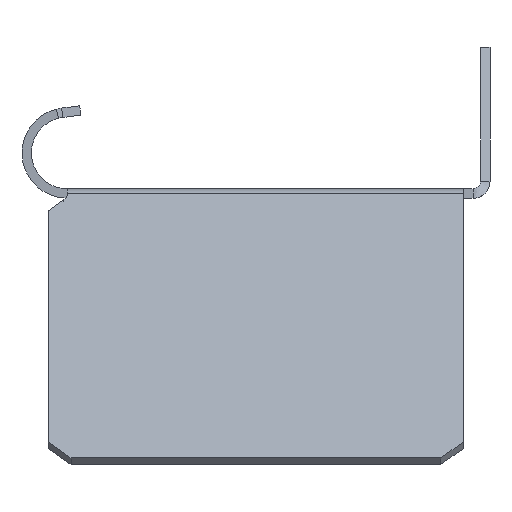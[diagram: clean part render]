
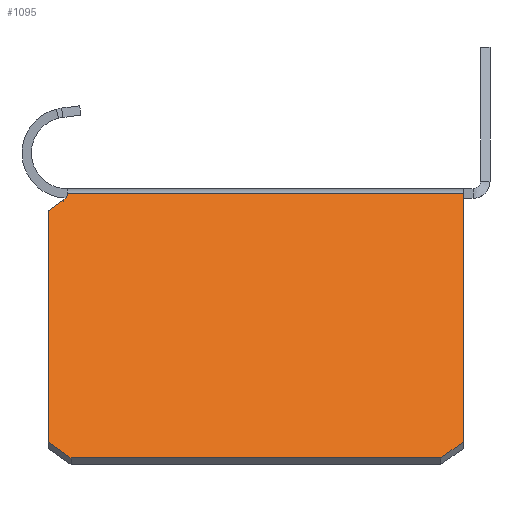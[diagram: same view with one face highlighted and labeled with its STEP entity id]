
A CAD part, left-side view. The second image highlights one B-rep face of the part: STEP entity #1095.
In plain terms, the highlighted planar face has unit normal (-0.707, 0, 0.707).
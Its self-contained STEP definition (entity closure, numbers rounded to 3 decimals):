
#181=DIRECTION('',(0.,-1.,0.));
#182=VECTOR('',#181,52.5);
#183=CARTESIAN_POINT('',(-37.591,73.5,0.591));
#184=LINE('',#183,#182);
#203=DIRECTION('',(-0.707,0.,-0.707));
#204=VECTOR('',#203,46.518);
#205=CARTESIAN_POINT('',(-37.591,21.,0.591));
#206=LINE('',#205,#204);
#240=DIRECTION('',(0.707,0.,0.707));
#241=VECTOR('',#240,0.057);
#242=CARTESIAN_POINT('',(-37.631,73.5,0.551));
#243=LINE('',#242,#241);
#244=DIRECTION('',(0.5,-0.707,0.5));
#245=VECTOR('',#244,4.243);
#246=CARTESIAN_POINT('',(-72.606,24.,-34.424));
#247=LINE('',#246,#245);
#248=DIRECTION('',(-0.5,-0.707,-0.5));
#249=VECTOR('',#248,4.243);
#250=CARTESIAN_POINT('',(-70.484,76.,-32.302));
#251=LINE('',#250,#249);
#252=DIRECTION('',(-0.5,0.707,-0.5));
#253=VECTOR('',#252,2.914);
#254=CARTESIAN_POINT('',(-38.381,73.939,
-0.199));
#255=LINE('',#254,#253);
#256=CARTESIAN_POINT('',(-37.631,75.,0.551));
#257=DIRECTION('',(0.707,0.,-0.707));
#258=DIRECTION('',(0.,-1.,0.));
#259=AXIS2_PLACEMENT_3D('',#256,#257,#258);
#265=DIRECTION('',(0.,1.,0.));
#266=VECTOR('',#265,49.);
#267=CARTESIAN_POINT('',(-72.606,24.,-34.424));
#268=LINE('',#267,#266);
#277=DIRECTION('',(0.707,0.,0.707));
#278=VECTOR('',#277,43.34);
#279=CARTESIAN_POINT('',(-70.484,76.,-32.302));
#280=LINE('',#279,#278);
#613=CARTESIAN_POINT('',(-37.591,73.5,0.591));
#614=CARTESIAN_POINT('',(-37.591,21.,0.591));
#615=VERTEX_POINT('',#613);
#616=VERTEX_POINT('',#614);
#621=CARTESIAN_POINT('',(-70.484,21.,-32.302));
#622=VERTEX_POINT('',#621);
#625=CARTESIAN_POINT('',(-72.606,24.,-34.424));
#626=VERTEX_POINT('',#625);
#655=CARTESIAN_POINT('',(-72.606,73.,-34.424));
#656=VERTEX_POINT('',#655);
#661=CARTESIAN_POINT('',(-37.631,73.5,0.551));
#662=VERTEX_POINT('',#661);
#663=CARTESIAN_POINT('',(-39.838,76.,-1.656));
#664=VERTEX_POINT('',#663);
#665=CARTESIAN_POINT('',(-38.381,73.939,
-0.199));
#666=VERTEX_POINT('',#665);
#667=CARTESIAN_POINT('',(-70.484,76.,-32.302));
#668=VERTEX_POINT('',#667);
#1073=CARTESIAN_POINT('',(-37.631,75.,0.551));
#1074=DIRECTION('',(-0.707,0.,0.707));
#1075=DIRECTION('',(0.707,0.,0.707));
#1076=AXIS2_PLACEMENT_3D('',#1073,#1074,#1075);
#1077=PLANE('',#1076);
#1078=ORIENTED_EDGE('',*,*,#997,.T.);
#1079=ORIENTED_EDGE('',*,*,#1028,.T.);
#1081=ORIENTED_EDGE('',*,*,#1080,.F.);
#1083=ORIENTED_EDGE('',*,*,#1082,.T.);
#1085=ORIENTED_EDGE('',*,*,#1084,.F.);
#1087=ORIENTED_EDGE('',*,*,#1086,.T.);
#1089=ORIENTED_EDGE('',*,*,#1088,.F.);
#1091=ORIENTED_EDGE('',*,*,#1090,.F.);
#1092=ORIENTED_EDGE('',*,*,#1064,.T.);
#1093=EDGE_LOOP('',(#1078,#1079,#1081,#1083,#1085,#1087,#1089,#1091,#1092));
#1094=FACE_OUTER_BOUND('',#1093,.F.);
#1095=ADVANCED_FACE('',(#1094),#1077,.T.);
#260=CIRCLE('',#259,1.5);
#997=EDGE_CURVE('',#615,#616,#184,.T.);
#1028=EDGE_CURVE('',#616,#622,#206,.T.);
#1064=EDGE_CURVE('',#662,#615,#243,.T.);
#1080=EDGE_CURVE('',#626,#622,#247,.T.);
#1082=EDGE_CURVE('',#626,#656,#268,.T.);
#1084=EDGE_CURVE('',#668,#656,#251,.T.);
#1086=EDGE_CURVE('',#668,#664,#280,.T.);
#1088=EDGE_CURVE('',#666,#664,#255,.T.);
#1090=EDGE_CURVE('',#662,#666,#260,.T.);
